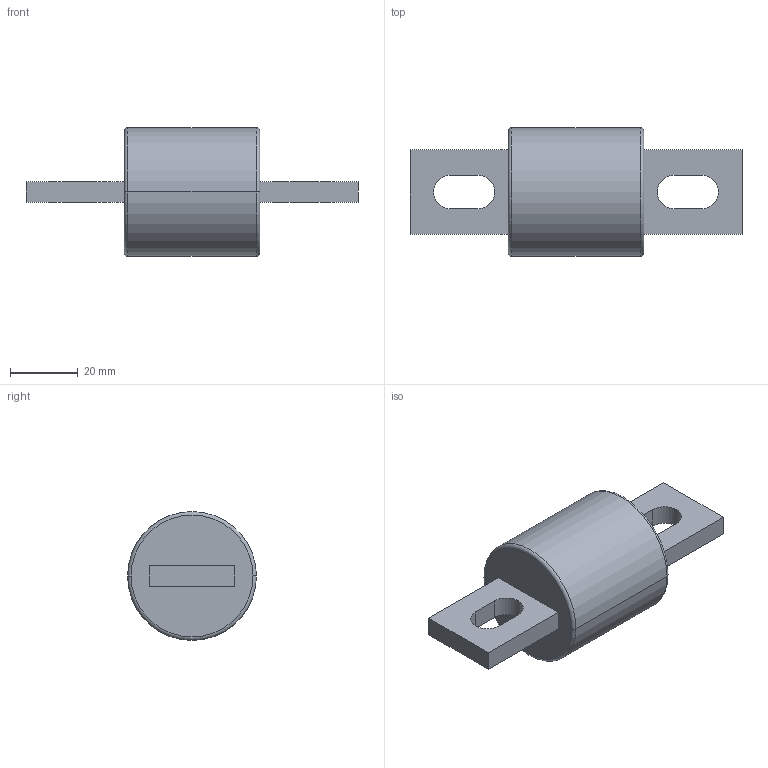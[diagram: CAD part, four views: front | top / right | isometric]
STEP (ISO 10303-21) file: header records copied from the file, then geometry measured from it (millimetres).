
FILE_DESCRIPTION(('CATIA V5 STEP Exchange','CAx-IF Rec.Pracs.--- Model Styling and Organization---1.4--- 2014-01-23'),'2;1');
FILE_NAME('A30QS400-4.stp','2019-09-13T12:11:12+00:00',('none'),('none'),'CATIA Version 5-6 Release 2017','CATIA V5 STEP AP214 Edition 3','none');
FILE_SCHEMA(('AUTOMOTIVE_DESIGN { 1 0 10303 214 3 1 1 1 }'));
Length unit declared in the file: millimetre
Products named in the file (1): A30QS400-4
Bounding box: 98 x 38 x 38 mm (x, y, z)
Volume: 58111.5 mm3; surface area: 13250.9 mm2
Topology: 2 solids, 2 shells, 22 faces, 50 edges, 32 vertices
Faces by surface type: plane 12, cylinder 6, torus 4
Entity records: 615 total; most frequent: CARTESIAN_POINT 102, ORIENTED_EDGE 100, DIRECTION 88, EDGE_CURVE 50, AXIS2_PLACEMENT_3D 40, VERTEX_POINT 32, VECTOR 30, LINE 30
